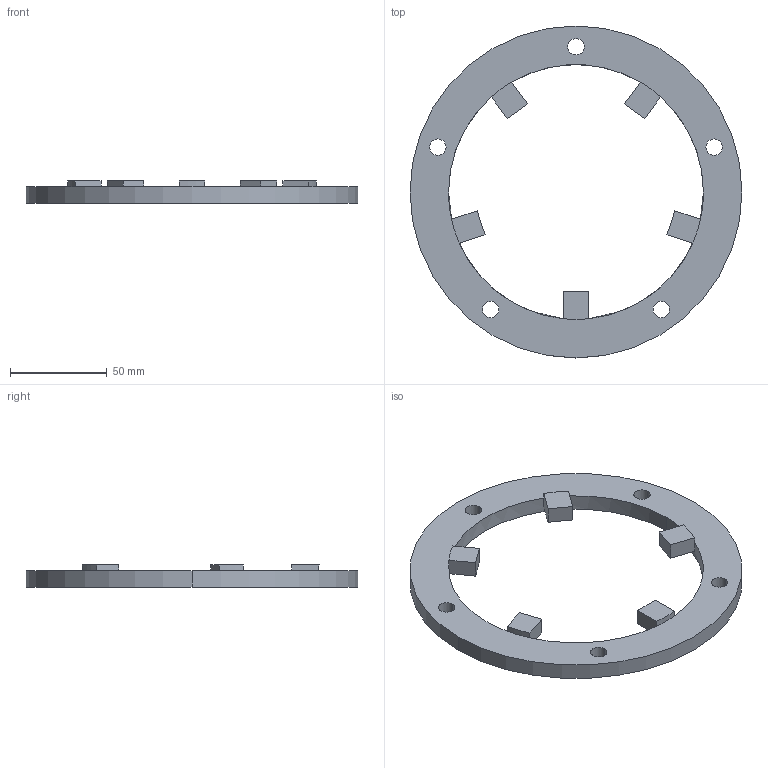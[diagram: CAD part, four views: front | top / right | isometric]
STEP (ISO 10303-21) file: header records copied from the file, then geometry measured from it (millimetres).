
FILE_DESCRIPTION (( 'STEP AP214' ), '1' );
FILE_NAME ('Cale_Disque_R1_ABS.STEP', '2024-03-05T17:18:07', ( '' ), ( '' ), 'SwSTEP 2.0', 'SolidWorks 2019', '' );
FILE_SCHEMA (( 'AUTOMOTIVE_DESIGN' ));
Length unit declared in the file: millimetre
Products named in the file (1): Cale_Disque_R1_ABS
Bounding box: 172 x 172 x 11.5 mm (x, y, z)
Volume: 86620.3 mm3; surface area: 31213.8 mm2
Topology: 1 solids, 1 shells, 46 faces, 122 edges, 78 vertices
Faces by surface type: plane 27, cylinder 19
Entity records: 1492 total; most frequent: DIRECTION 264, CARTESIAN_POINT 247, ORIENTED_EDGE 244, EDGE_CURVE 122, AXIS2_PLACEMENT_3D 95, VERTEX_POINT 78, LINE 74, VECTOR 74
